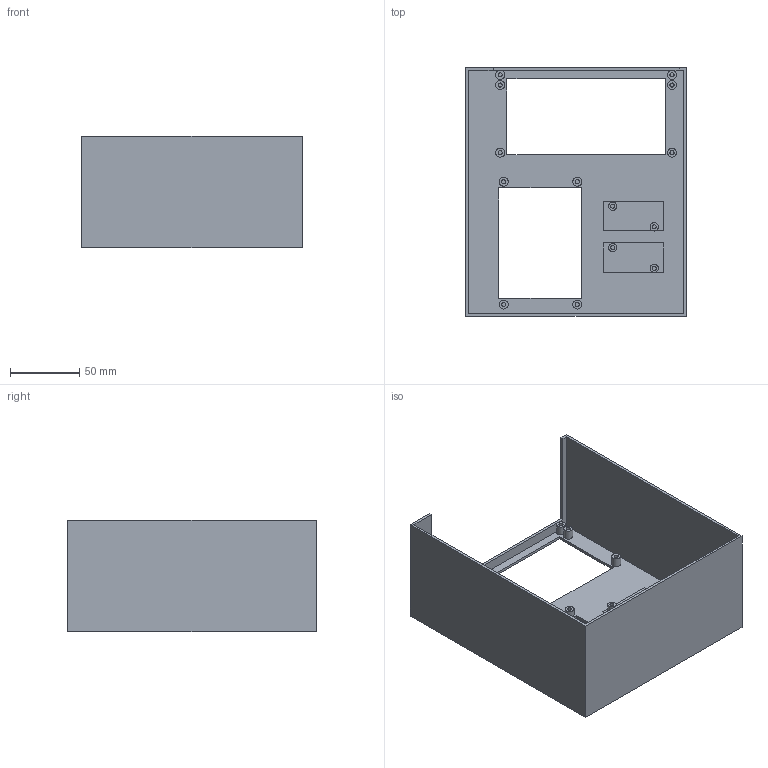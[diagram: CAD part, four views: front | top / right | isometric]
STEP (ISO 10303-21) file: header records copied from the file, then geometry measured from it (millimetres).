
FILE_DESCRIPTION(('FreeCAD Model'),'2;1');
FILE_NAME('Open CASCADE Shape Model','2024-04-13T14:18:27',('Author'),( ''),'Open CASCADE STEP processor 7.6','FreeCAD','Unknown');
FILE_SCHEMA(('AUTOMOTIVE_DESIGN { 1 0 10303 214 1 1 1 1 }'));
Length unit declared in the file: millimetre
Products named in the file (22): Case; Körper007; PCB1; Körper001; Körper002; Körper003; Körper004; Körper005; Körper006; PCB2; Körper009; Körper010; Körper011; Körper012; PCB3; Körper013; Körper014; Körper015; PCB4; Körper016; Körper017; Körper018
Assembly tree (21 placements, depth 3):
  Case
    Körper007
    PCB1
      Körper001
      Körper002
      Körper003
      Körper004
      Körper005
      Körper006
    PCB2
      Körper009
      Körper010
      Körper011
      Körper012
    PCB3
      Körper013
      Körper014
      Körper015
    PCB4
      Körper016
      Körper017
      Körper018
Bounding box: 160 x 180 x 81 mm (x, y, z)
Volume: 126026 mm3; surface area: 132076.4 mm2
Topology: 17 solids, 17 shells, 90 faces, 168 edges, 112 vertices
Faces by surface type: plane 62, cylinder 28
Full cylindrical faces by diameter (mm): 3 x14, 6 x4, 6.5 x10
Entity records: 2840 total; most frequent: DIRECTION 448, CARTESIAN_POINT 392, ORIENTED_EDGE 336, AXIS2_PLACEMENT_3D 168, EDGE_CURVE 168, FACE_BOUND 122, EDGE_LOOP 122, VERTEX_POINT 112
